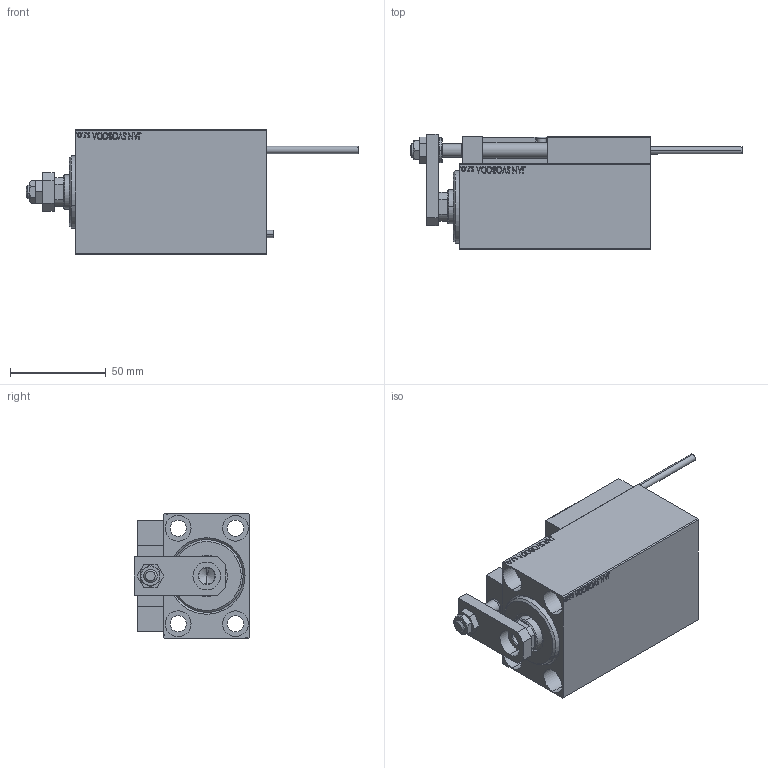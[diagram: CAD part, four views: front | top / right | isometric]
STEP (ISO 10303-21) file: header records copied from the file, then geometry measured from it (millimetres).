
FILE_DESCRIPTION (( 'STEP AP203' ), '1' );
FILE_NAME ('d426.STEP', '2021-03-19T03:47:14', ( '' ), ( '' ), 'SwSTEP 2.0', 'SolidWorks 2019', '' );
FILE_SCHEMA (( 'CONFIG_CONTROL_DESIGN' ));
Length unit declared in the file: millimetre
Products named in the file (16): V450CM_VC_B 386761fec5476ad42fa1973d918ea84f; V450CM_C_VCP 386761fec5476ad42fa1973d918ea84f; SWITCH DIM B,W 386761fec5476ad42fa1973d918ea84f; TYC_L79 386761fec5476ad42fa1973d918ea84f; V450CM_C 386761fec5476ad42fa1973d918ea84f; ZARAZKA 386761fec5476ad42fa1973d918ea84f; ALLEN BOLT D8 386761fec5476ad42fa1973d918ea84f; d426; KONCOVKA 386761fec5476ad42fa1973d918ea84f; Block 386761fec5476ad42fa1973d918ea84f; SWITCH_X_FRONT_BACK 386761fec5476ad42fa1973d918ea84f; MAGNET 386761fec5476ad42fa1973d918ea84f; NUT_D10 386761fec5476ad42fa1973d918ea84f; NUT_D12 386761fec5476ad42fa1973d918ea84f; ALLEN BOLT D5 386761fec5476ad42fa1973d918ea84f; SWITCH X 386761fec5476ad42fa1973d918ea84f
Assembly tree (25 placements, depth 3):
  d426
    V450CM_C 386761fec5476ad42fa1973d918ea84f
    SWITCH X 386761fec5476ad42fa1973d918ea84f
      SWITCH_X_FRONT_BACK 386761fec5476ad42fa1973d918ea84f  x2
      TYC_L79 386761fec5476ad42fa1973d918ea84f
      Block 386761fec5476ad42fa1973d918ea84f  x2
      ALLEN BOLT D5 386761fec5476ad42fa1973d918ea84f  x4
      ALLEN BOLT D8 386761fec5476ad42fa1973d918ea84f  x4
      MAGNET 386761fec5476ad42fa1973d918ea84f  x2
      KONCOVKA 386761fec5476ad42fa1973d918ea84f  x2
    NUT_D12 386761fec5476ad42fa1973d918ea84f
    SWITCH DIM B,W 386761fec5476ad42fa1973d918ea84f
    ZARAZKA 386761fec5476ad42fa1973d918ea84f
    NUT_D10 386761fec5476ad42fa1973d918ea84f
    V450CM_C_VCP 386761fec5476ad42fa1973d918ea84f
    V450CM_VC_B 386761fec5476ad42fa1973d918ea84f
Bounding box: 173.7 x 60.5 x 65 mm (x, y, z)
Volume: 298615.5 mm3; surface area: 85608.1 mm2
Topology: 24 solids, 24 shells, 1299 faces, 3111 edges, 1988 vertices
Faces by surface type: plane 568, bspline 380, cylinder 190, cone 113, torus 44, sphere 4
Entity records: 50952 total; most frequent: CARTESIAN_POINT 26188, ORIENTED_EDGE 5242, DIRECTION 3534, EDGE_CURVE 2621, VERTEX_POINT 1712, LINE 1502, VECTOR 1502, EDGE_LOOP 1211
